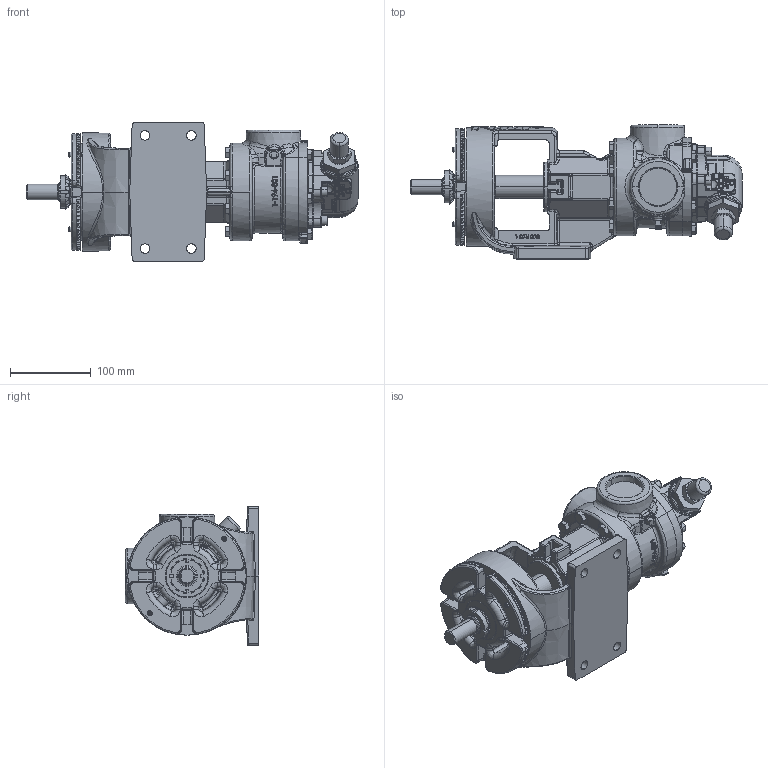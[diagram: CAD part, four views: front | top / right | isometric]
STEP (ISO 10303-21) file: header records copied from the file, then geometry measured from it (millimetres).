
FILE_DESCRIPTION (( 'STEP AP214' ), '1' );
FILE_NAME ('H124A.STEP', '2017-02-13T14:02:42', ( '' ), ( '' ), 'SwSTEP 2.0', 'SolidWorks 2016', '' );
FILE_SCHEMA (( 'AUTOMOTIVE_DESIGN' ));
Length unit declared in the file: inch
Products named in the file (2): H124A
Bounding box: 410.11 x 165.45 x 171.45 mm (x, y, z)
Volume: 3044440.7 mm3; surface area: 286696.9 mm2
Topology: 1 solids, 1 shells, 3266 faces, 8265 edges, 5063 vertices
Faces by surface type: plane 1025, bspline 898, cylinder 820, cone 327, torus 110, sphere 86
Entity records: 196299 total; most frequent: CARTESIAN_POINT 98915, ORIENTED_EDGE 16400, DIRECTION 12478, EDGE_CURVE 8200, VERTEX_POINT 5062, AXIS2_PLACEMENT_3D 4732, EDGE_LOOP 3406, ADVANCED_FACE 3266
